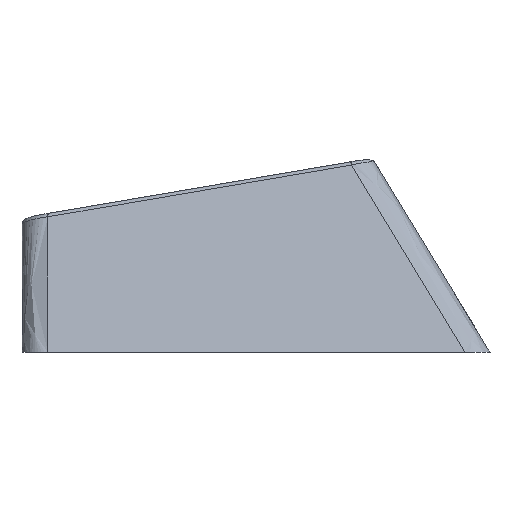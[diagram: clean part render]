
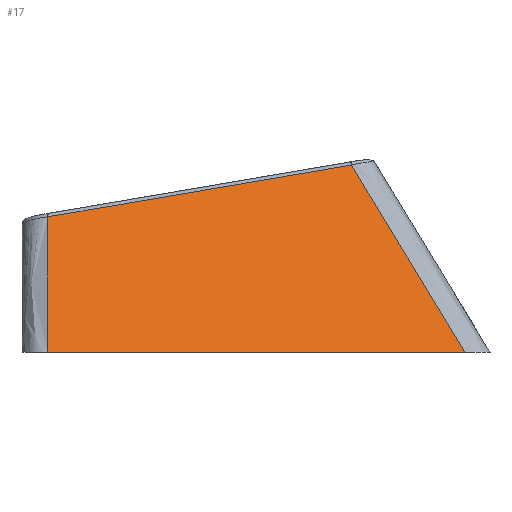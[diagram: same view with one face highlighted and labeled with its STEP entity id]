
A CAD part, left-side view. The second image highlights one B-rep face of the part: STEP entity #17.
In plain terms, the highlighted free-form (B-spline) face has degree [1, 1] with [2, 2] control points.
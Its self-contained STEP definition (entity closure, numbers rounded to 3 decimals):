
#17 = ADVANCED_FACE('',(#18),#97,.F.);
#18 = FACE_BOUND('',#19,.F.);
#19 = EDGE_LOOP('',(#20,#38,#46,#62));
#20 = ORIENTED_EDGE('',*,*,#21,.F.);
#21 = EDGE_CURVE('',#22,#24,#26,.T.);
#22 = VERTEX_POINT('',#23);
#23 = CARTESIAN_POINT('',(-13.788,-8.066,0.));
#24 = VERTEX_POINT('',#25);
#25 = CARTESIAN_POINT('',(-11.116,-3.686,7.219
    ));
#26 = B_SPLINE_CURVE_WITH_KNOTS('',4,(#27,#28,#29,#30,#31,#32,#33,#34,
    #35,#36,#37),.UNSPECIFIED.,.F.,.F.,(5,3,3,5),(-0.299,
    0.264,9.675,10.238),.UNSPECIFIED.);
#27 = CARTESIAN_POINT('',(-14.021,-8.448,
    -0.631));
#28 = CARTESIAN_POINT('',(-13.978,-8.379,
    -0.516));
#29 = CARTESIAN_POINT('',(-13.936,-8.309,
    -0.401));
#30 = CARTESIAN_POINT('',(-13.893,-8.24,
    -0.286));
#31 = CARTESIAN_POINT('',(-13.141,-7.006,1.746)
  );
#32 = CARTESIAN_POINT('',(-12.432,-5.843,3.664
    ));
#33 = CARTESIAN_POINT('',(-11.722,-4.679,5.582)
  );
#34 = CARTESIAN_POINT('',(-10.97,-3.446,7.615));
#35 = CARTESIAN_POINT('',(-10.928,-3.377,7.73));
#36 = CARTESIAN_POINT('',(-10.885,-3.307,7.844));
#37 = CARTESIAN_POINT('',(-10.843,-3.237,7.959));
#38 = ORIENTED_EDGE('',*,*,#39,.T.);
#39 = EDGE_CURVE('',#22,#40,#42,.T.);
#40 = VERTEX_POINT('',#41);
#41 = CARTESIAN_POINT('',(-13.788,8.025,0.));
#42 = LINE('',#43,#44);
#43 = CARTESIAN_POINT('',(-13.788,-9.025,0.));
#44 = VECTOR('',#45,1.);
#45 = DIRECTION('',(0.,1.,0.));
#46 = ORIENTED_EDGE('',*,*,#47,.T.);
#47 = EDGE_CURVE('',#40,#48,#50,.T.);
#48 = VERTEX_POINT('',#49);
#49 = CARTESIAN_POINT('',(-11.855,8.025,5.223)
  );
#50 = B_SPLINE_CURVE_WITH_KNOTS('',4,(#51,#52,#53,#54,#55,#56,#57,#58,
    #59,#60,#61),.UNSPECIFIED.,.F.,.F.,(5,3,3,5),(-0.489,
    0.,8.367,8.856),.UNSPECIFIED.);
#51 = CARTESIAN_POINT('',(-13.957,8.025,-0.459));
#52 = CARTESIAN_POINT('',(-13.915,8.025,-0.344));
#53 = CARTESIAN_POINT('',(-13.872,8.025,-0.23));
#54 = CARTESIAN_POINT('',(-13.83,8.025,-0.115));
#55 = CARTESIAN_POINT('',(-13.062,8.025,1.962));
#56 = CARTESIAN_POINT('',(-12.336,8.025,3.924));
#57 = CARTESIAN_POINT('',(-11.61,8.025,5.885));
#58 = CARTESIAN_POINT('',(-10.842,8.025,7.962));
#59 = CARTESIAN_POINT('',(-10.799,8.025,8.077));
#60 = CARTESIAN_POINT('',(-10.757,8.025,8.191));
#61 = CARTESIAN_POINT('',(-10.714,8.025,8.306));
#62 = ORIENTED_EDGE('',*,*,#63,.F.);
#63 = EDGE_CURVE('',#24,#48,#64,.T.);
#64 = ( BOUNDED_CURVE() B_SPLINE_CURVE(11,(#65,#66,#67,#68,#69,#70,#71,
    #72,#73,#74,#75,#76,#77,#78,#79,#80,#81,#82,#83,#84,#85,#86,#87,#88,
    #89,#90,#91,#92,#93,#94,#95,#96),.UNSPECIFIED.,.F.,.F.) 
B_SPLINE_CURVE_WITH_KNOTS((12,10,10,12),(23.016,23.069
,35.036,35.061),.UNSPECIFIED.) CURVE() 
GEOMETRIC_REPRESENTATION_ITEM() RATIONAL_B_SPLINE_CURVE((1.,1.,1.,
    1.,1.,1.,1.,
    1.,1.,1.,1.,1.,1.,1.,1.,1.,1.,1.,1.,1.,1.,1.,1.,
    1.,1.,1.,1.,
1.,1.,1.,1.,1.)) REPRESENTATION_ITEM('') );
#65 = CARTESIAN_POINT('',(-11.116,-3.686,7.219)
  );
#66 = CARTESIAN_POINT('',(-11.117,-3.682,7.218
    ));
#67 = CARTESIAN_POINT('',(-11.117,-3.677,7.217)
  );
#68 = CARTESIAN_POINT('',(-11.117,-3.672,7.217)
  );
#69 = CARTESIAN_POINT('',(-11.118,-3.668,7.216)
  );
#70 = CARTESIAN_POINT('',(-11.118,-3.663,7.215
    ));
#71 = CARTESIAN_POINT('',(-11.118,-3.658,7.214)
  );
#72 = CARTESIAN_POINT('',(-11.119,-3.654,7.213
    ));
#73 = CARTESIAN_POINT('',(-11.119,-3.649,7.213
    ));
#74 = CARTESIAN_POINT('',(-11.119,-3.645,7.212
    ));
#75 = CARTESIAN_POINT('',(-11.119,-3.64,7.211
    ));
#76 = CARTESIAN_POINT('',(-11.185,-2.605,7.034
    ));
#77 = CARTESIAN_POINT('',(-11.248,-1.596,6.862)
  );
#78 = CARTESIAN_POINT('',(-11.314,-0.554,6.684)
  );
#79 = CARTESIAN_POINT('',(-11.379,0.466,6.511)
  );
#80 = CARTESIAN_POINT('',(-11.447,1.545,6.327)
  );
#81 = CARTESIAN_POINT('',(-11.511,2.569,6.152)
  );
#82 = CARTESIAN_POINT('',(-11.58,3.666,5.965)
  );
#83 = CARTESIAN_POINT('',(-11.647,4.717,5.786)
  );
#84 = CARTESIAN_POINT('',(-11.716,5.813,5.6)
  );
#85 = CARTESIAN_POINT('',(-11.783,6.882,5.417)
  );
#86 = CARTESIAN_POINT('',(-11.854,8.001,5.227)
  );
#87 = CARTESIAN_POINT('',(-11.854,8.004,5.226)
  );
#88 = CARTESIAN_POINT('',(-11.854,8.006,5.226)
  );
#89 = CARTESIAN_POINT('',(-11.854,8.008,5.226)
  );
#90 = CARTESIAN_POINT('',(-11.854,8.011,5.225)
  );
#91 = CARTESIAN_POINT('',(-11.854,8.013,5.225)
  );
#92 = CARTESIAN_POINT('',(-11.854,8.015,5.224)
  );
#93 = CARTESIAN_POINT('',(-11.855,8.018,5.224)
  );
#94 = CARTESIAN_POINT('',(-11.855,8.02,5.224)
  );
#95 = CARTESIAN_POINT('',(-11.855,8.023,5.223)
  );
#96 = CARTESIAN_POINT('',(-11.855,8.025,5.223)
  );
#97 = B_SPLINE_SURFACE_WITH_KNOTS('',1,1,(
    (#98,#99)
    ,(#100,#101
    )),.UNSPECIFIED.,.F.,.F.,.F.,(2,2),(2,2),(0.,18.05),(0.,1.),
  .PIECEWISE_BEZIER_KNOTS.);
#98 = CARTESIAN_POINT('',(-13.788,-9.025,0.));
#99 = CARTESIAN_POINT('',(-11.013,-4.475,7.5));
#100 = CARTESIAN_POINT('',(-13.788,9.025,0.));
#101 = CARTESIAN_POINT('',(-11.013,9.025,7.5));
